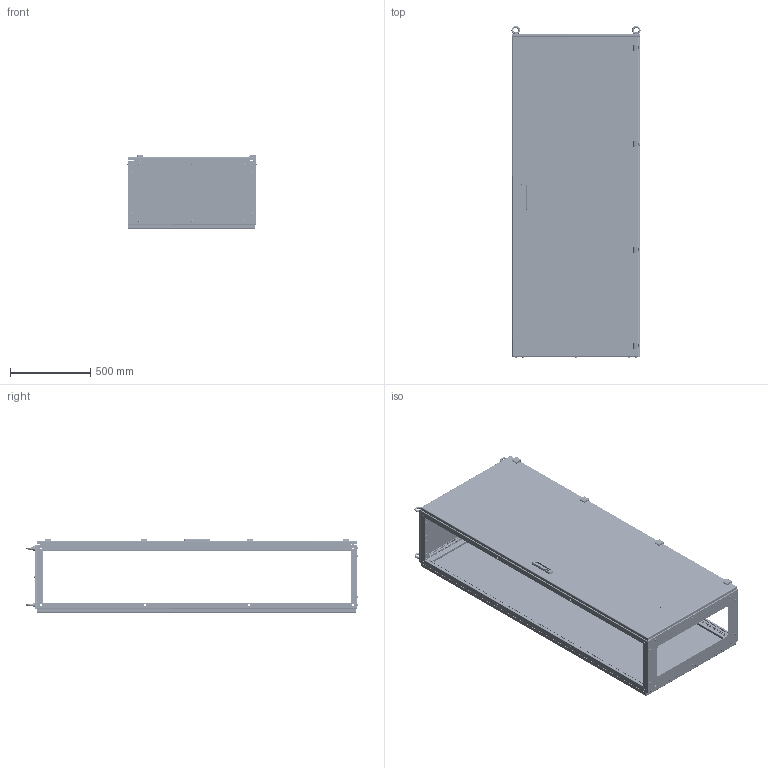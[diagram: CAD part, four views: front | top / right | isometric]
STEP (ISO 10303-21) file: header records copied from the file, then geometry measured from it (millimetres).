
FILE_DESCRIPTION (( 'STEP AP203' ), '1' );
FILE_NAME ('Êîðïóñ FORT IP31 (2000õ800õ400) EKF PROxima.STEP', '2020-10-25T10:32:46', ( '' ), ( '' ), 'SwSTEP 2.0', 'SolidWorks 2019', '' );
FILE_SCHEMA (( 'CONFIG_CONTROL_DESIGN' ));
Length unit declared in the file: millimetre
Products named in the file (68): ÌÈ-1165.00.00.001 Ïåðåãîðîäêà öîêîëÿ 800õ400; pan head cross recess screw_din_DIN EN ISO 7045 - M6 x 20 - Z - 20N; Äåðæàòåëü òÿãè àòîñ; Ãàéêà çàêëàäíàÿ; îñíîâàíèå ïåòëè1; Êîðïóñ FORT IP31 (2000õ800õ400) EKF PROxima; îñü ïåòëè; hex thin nut gradeb_din_Hexagon Nut ISO 4036 - M6 - N; plain washer large_din_Washer DIN 9021 - 13; Çàêëåïêà ãàå÷íàÿ Ì6 UNI 9203; Îáîëî÷êà ãàéêè çàêëàäíîé; ÌÈ-1025.05.00.001 Ïîòîëî÷íàÿ ïàíåëü 800õ400; ÓÊ íà ïîòîëî÷íóþ ïàíåëü 800õ400; pan head cross recess screw_din_DIN EN ISO 7045 - M6 x 40 - Z - 40N; countersunk raised head cross recess screw_din_DIN EN ISO 7047 - M4 x 10 - Z - 10N; pan head cross collar screw_din_DIN 967 - M4 x 16 - Z --- 14.6N; ÌÈ-983.02.00.004 Ïðîôèëü äâåðíîé ìàëûé 800; ÌÈ-1160.02.00.000 ÑÁ Äâåðü â ñáîðå; pan head cross recess screw_din_DIN EN ISO 7045 - M6 x 30 - Z - 30N; Ãàéêà çàêëàäêàÿ Ì6; ÌÈ-1025.05.00.000 ÑÁ Ïîòîëî÷íàÿ ïàíåëü 800õ400; ÌÈ-983.01.00.001 Ïðîôèëü âåðòèêàëüíûé 2000; ÌÈ-1025.01.00.004 Ïðîôèëü áîêîâîé 400 íèæíèé; ÌÈ-1160.03.00.000 ÑÁ Ñòåíêà çàäíÿÿ 800õ2000; ÌÈ-983.01.01.001 Ïðîôèëü ãîðèçîíòàëüíûé âåðõíèé 800; Çàìîê â ñáîðå Àòîñ; ÌÈ-983.02.00.005 Óãîëîê ìîíòàæíûé; ÌÈ-983.03.00.001 Ñòåíêà çàäíÿÿ 800õ2000; Óãëîâàÿ ïåòëÿ Àòîñ; 剒蜲錪 獲闃; ÌÈ-1025.01.00.002 Ïðîôèëü áîêîâîé 400 âåðõíèé; ÌÈ-983.01.01.000 ÑÁ Ïðîôèëü ãîðèçîíòàëüíûé 800 âåðõíèé â ñáîðå; lifting eye nut 01_din_DIN 582-M12-N; hex screw gradec_din_DIN EN 24018 - M12 x 35-WN; 幄鍧 IC-2 1000; êîðïóñ ïåòëè1; Ìåõàíèçì äâåðè Àòîñ; 昈-983.02.00.002 忺謽鳧; hex flange nut_din_Hexagon Flange Nut DIN 6923 - M6 - N; Øïèëüêà îìåäíåííàÿ Ì6õ20 ...
Assembly tree (198 placements, depth 4):
  Êîðïóñ FORT IP31 (2000õ800õ400) EKF PROxima
    ÌÈ-1025.01.00.000 ÑÁ Êàðêàñ 2000õ800õ400
      ÌÈ-983.01.01.000 ÑÁ Ïðîôèëü ãîðèçîíòàëüíûé 800 âåðõíèé â ñáîðå
        ÌÈ-983.01.01.001 Ïðîôèëü ãîðèçîíòàëüíûé âåðõíèé 800
        Øïèëüêà Ì6õ12
      ÌÈ-983.01.00.001 Ïðîôèëü âåðòèêàëüíûé 2000  x4
      ÌÈ-983.01.00.003 Ïðîôèëü ãîðèçîíòàëüíûé íèæíèé 800  x2
      ÌÈ-1025.01.00.002 Ïðîôèëü áîêîâîé 400 âåðõíèé  x2
      ÌÈ-983.01.01.000 ÑÁ Ïðîôèëü ãîðèçîíòàëüíûé 800 âåðõíèé â ñáîðå
        ÌÈ-983.01.01.001 Ïðîôèëü ãîðèçîíòàëüíûé âåðõíèé 800
        Øïèëüêà Ì6õ12
      ÌÈ-1025.01.00.004 Ïðîôèëü áîêîâîé 400 íèæíèé  x2
    ÌÈ-1025.05.00.000 ÑÁ Ïîòîëî÷íàÿ ïàíåëü 800õ400
      ÌÈ-1025.05.00.001 Ïîòîëî÷íàÿ ïàíåëü 800õ400
      ÓÊ íà ïîòîëî÷íóþ ïàíåëü 800õ400
    ÌÈ-1165.00.00.001 Ïåðåãîðîäêà öîêîëÿ 800õ400
    ÌÈ-1160.03.00.000 ÑÁ Ñòåíêà çàäíÿÿ 800õ2000
      ÌÈ-983.03.00.001 Ñòåíêà çàäíÿÿ 800õ2000
      Øïèëüêà Ì6õ12
    pan head cross recess screw_din_DIN EN ISO 7045 - M6 x 20 - Z - 20N  x10
    Ãàéêà çàêëàäíàÿ
      Îáîëî÷êà ãàéêè çàêëàäíîé
      Ãàéêà çàêëàäêàÿ Ì6
    Ãàéêà çàêëàäíàÿ
      Îáîëî÷êà ãàéêè çàêëàäíîé
      Ãàéêà çàêëàäêàÿ Ì6
    Ãàéêà çàêëàäíàÿ
      Îáîëî÷êà ãàéêè çàêëàäíîé
      Ãàéêà çàêëàäêàÿ Ì6
    Ãàéêà çàêëàäíàÿ
      Îáîëî÷êà ãàéêè çàêëàäíîé
      Ãàéêà çàêëàäêàÿ Ì6
    Ãàéêà çàêëàäíàÿ
      Îáîëî÷êà ãàéêè çàêëàäíîé
      Ãàéêà çàêëàäêàÿ Ì6
    Ãàéêà çàêëàäíàÿ
      Îáîëî÷êà ãàéêè çàêëàäíîé
      Ãàéêà çàêëàäêàÿ Ì6
    Ãàéêà çàêëàäíàÿ
      Îáîëî÷êà ãàéêè çàêëàäíîé
      Ãàéêà çàêëàäêàÿ Ì6
    Ãàéêà çàêëàäíàÿ
      Îáîëî÷êà ãàéêè çàêëàäíîé
      Ãàéêà çàêëàäêàÿ Ì6
    Ãàéêà çàêëàäíàÿ
      Îáîëî÷êà ãàéêè çàêëàäíîé
      Ãàéêà çàêëàäêàÿ Ì6
    Ãàéêà çàêëàäíàÿ
      Îáîëî÷êà ãàéêè çàêëàäíîé
      Ãàéêà çàêëàäêàÿ Ì6
    pan head cross recess screw_din_DIN EN ISO 7045 - M6 x 30 - Z - 30N  x6
    Ãàéêà çàêëàäíàÿ
      Îáîëî÷êà ãàéêè çàêëàäíîé
      Ãàéêà çàêëàäêàÿ Ì6
    lifting eye nut 01_din_DIN 582-M12-N  x4
    Çàêëåïêà ãàå÷íàÿ Ì6 UNI 9203  x10
    pan head cross recess screw_din_DIN EN ISO 7045 - M6 x 40 - Z - 40N  x10
    ÌÈ-1160.02.00.000 ÑÁ Äâåðü â ñáîðå
      ÌÈ-983.02.00.001 Äâåðü 800õ2000
      Óãëîâàÿ ïåòëÿ Àòîñ
Bounding box: 806.5 x 2072.48 x 466.98 mm (x, y, z)
Volume: 8733188.7 mm3; surface area: 11844688.1 mm2
Topology: 171 solids, 171 shells, 14153 faces, 37725 edges, 23938 vertices
Faces by surface type: plane 10649, cylinder 2024, cone 672, bspline 560, torus 188, sphere 60
Entity records: 154343 total; most frequent: CARTESIAN_POINT 32026, ORIENTED_EDGE 23348, DIRECTION 21395, EDGE_CURVE 11674, VECTOR 9597, LINE 9597, VERTEX_POINT 7530, EDGE_LOOP 5902
